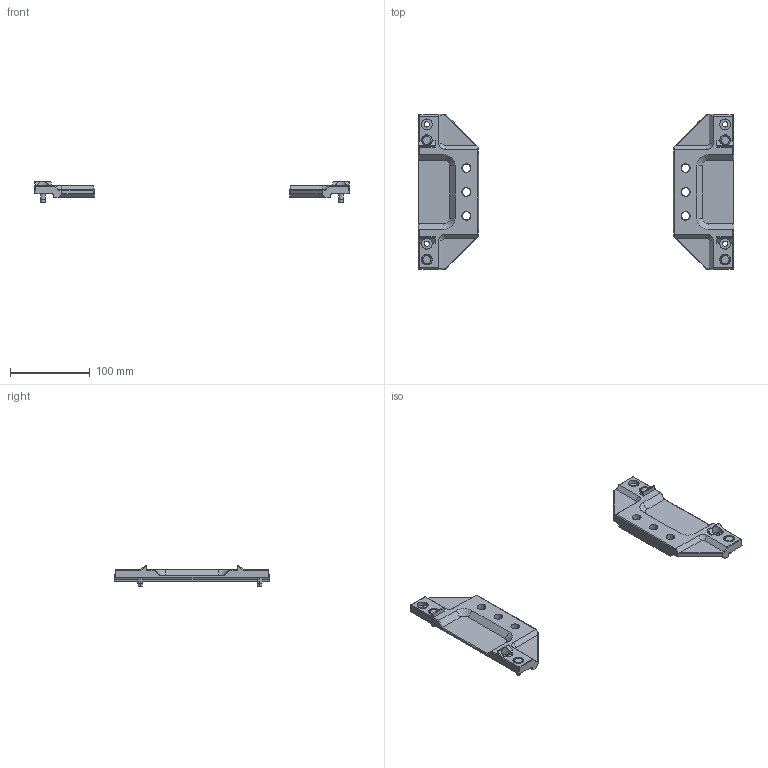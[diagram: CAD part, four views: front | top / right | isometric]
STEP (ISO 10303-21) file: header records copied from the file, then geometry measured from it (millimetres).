
FILE_DESCRIPTION(('STEP AP214'),'1');
FILE_NAME('cctmp_3AE5CBAA-DCFC-4CF4-9744-A2588F6E4BCF_2024_07_02_12_15_54_0765..stp','2024-07-02T10:15:54',('SIEMENS A&D'),('CADClick - www.CADClick.com'),'Spatial InterOp 3D',' ','unknown authorization');
FILE_SCHEMA(('AUTOMOTIVE_DESIGN'));
Length unit declared in the file: millimetre
Products named in the file (7): cc_unnamed; 2024_07_02_12_15_54_0750; 2024_07_02_12_15_54_0718; 2024_07_02_12_15_54_0649; 2024_07_02_12_15_54_0580; 2024_07_02_12_15_54_0549; 2024_07_02_12_15_54_0480
Assembly tree (6 placements, depth 2):
  cc_unnamed
    2024_07_02_12_15_54_0750
    2024_07_02_12_15_54_0718
    2024_07_02_12_15_54_0649
    2024_07_02_12_15_54_0580
    2024_07_02_12_15_54_0549
    2024_07_02_12_15_54_0480
Bounding box: 397.3 x 195 x 26 mm (x, y, z)
Volume: 232181.1 mm3; surface area: 71252.2 mm2
Topology: 6 solids, 6 shells, 258 faces, 662 edges, 424 vertices
Faces by surface type: plane 92, cylinder 82, cone 72, sphere 12
Entity records: 10214 total; most frequent: DIRECTION 1500, CARTESIAN_POINT 1351, ORIENTED_EDGE 1324, EDGE_CURVE 662, AXIS2_PLACEMENT_3D 573, VERTEX_POINT 424, LINE 354, VECTOR 354
